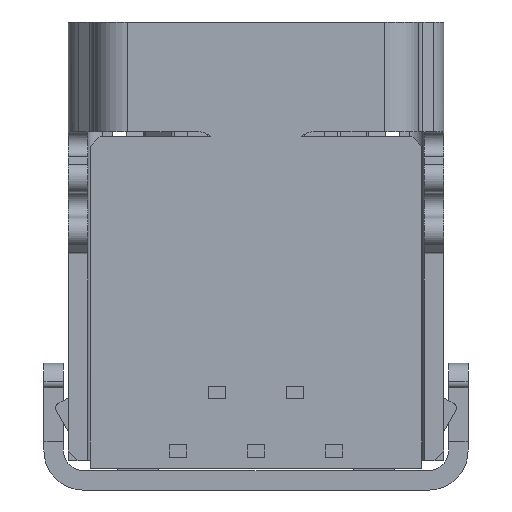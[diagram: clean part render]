
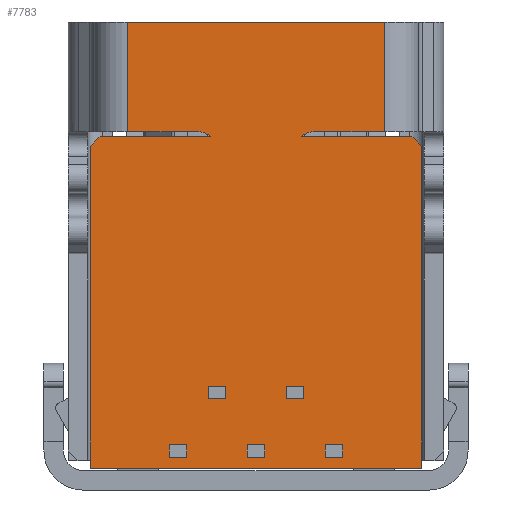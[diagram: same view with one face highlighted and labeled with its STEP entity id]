
A CAD part, front view. The second image highlights one B-rep face of the part: STEP entity #7783.
In plain terms, the highlighted planar face has unit normal (0, -1, 0).
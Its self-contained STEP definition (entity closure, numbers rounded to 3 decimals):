
#43=DIRECTION('',(1.,0.,0.));
#44=VECTOR('',#43,5.27);
#45=CARTESIAN_POINT('',(-2.635,-1.95,0.));
#46=LINE('',#45,#44);
#1913=DIRECTION('',(0.,0.,1.));
#1914=VECTOR('',#1913,6.6);
#1915=CARTESIAN_POINT('',(3.4,-1.95,-9.15));
#1916=LINE('',#1915,#1914);
#1921=DIRECTION('',(-1.,0.,0.));
#1922=VECTOR('',#1921,2.265);
#1923=CARTESIAN_POINT('',(3.2,-1.95,-2.35));
#1924=LINE('',#1923,#1922);
#1963=DIRECTION('',(-1.,0.,0.));
#1964=VECTOR('',#1963,2.265);
#1965=CARTESIAN_POINT('',(-0.935,-1.95,-2.35));
#1966=LINE('',#1965,#1964);
#1967=DIRECTION('',(-1.,0.,0.));
#1968=VECTOR('',#1967,6.8);
#1969=CARTESIAN_POINT('',(3.4,-1.95,-9.15));
#1970=LINE('',#1969,#1968);
#1971=DIRECTION('',(-0.707,0.,-0.707));
#1972=VECTOR('',#1971,0.283);
#1973=CARTESIAN_POINT('',(-3.2,-1.95,-2.35));
#1974=LINE('',#1973,#1972);
#1975=CARTESIAN_POINT('',(-1.2,-1.95,-2.65));
#1976=DIRECTION('',(0.,1.,0.));
#1977=DIRECTION('',(0.,0.,1.));
#1978=AXIS2_PLACEMENT_3D('',#1975,#1976,#1977);
#1980=DIRECTION('',(1.,0.,0.));
#1981=VECTOR('',#1980,1.435);
#1982=CARTESIAN_POINT('',(-2.635,-1.95,-2.25));
#1983=LINE('',#1982,#1981);
#1984=DIRECTION('',(0.,0.,-1.));
#1985=VECTOR('',#1984,2.25);
#1986=CARTESIAN_POINT('',(-2.635,-1.95,0.));
#1987=LINE('',#1986,#1985);
#1988=DIRECTION('',(1.,0.,0.));
#1989=VECTOR('',#1988,1.435);
#1990=CARTESIAN_POINT('',(1.2,-1.95,-2.25));
#1991=LINE('',#1990,#1989);
#1992=CARTESIAN_POINT('',(1.2,-1.95,-2.65));
#1993=DIRECTION('',(0.,1.,0.));
#1994=DIRECTION('',(-0.661,0.,0.75));
#1995=AXIS2_PLACEMENT_3D('',#1992,#1993,#1994);
#1997=DIRECTION('',(-0.707,0.,0.707));
#1998=VECTOR('',#1997,0.283);
#1999=CARTESIAN_POINT('',(3.4,-1.95,-2.55));
#2000=LINE('',#1999,#1998);
#2001=DIRECTION('',(0.,0.,-1.));
#2002=VECTOR('',#2001,0.25);
#2003=CARTESIAN_POINT('',(-1.775,-1.95,-8.675));
#2004=LINE('',#2003,#2002);
#2005=DIRECTION('',(1.,0.,0.));
#2006=VECTOR('',#2005,0.35);
#2007=CARTESIAN_POINT('',(-1.775,-1.95,-8.925));
#2008=LINE('',#2007,#2006);
#2009=DIRECTION('',(0.,0.,1.));
#2010=VECTOR('',#2009,0.25);
#2011=CARTESIAN_POINT('',(-1.425,-1.95,-8.925));
#2012=LINE('',#2011,#2010);
#2013=DIRECTION('',(-1.,0.,0.));
#2014=VECTOR('',#2013,0.35);
#2015=CARTESIAN_POINT('',(-1.425,-1.95,-8.675));
#2016=LINE('',#2015,#2014);
#2017=DIRECTION('',(0.,0.,-1.));
#2018=VECTOR('',#2017,0.25);
#2019=CARTESIAN_POINT('',(-0.975,-1.95,-7.475));
#2020=LINE('',#2019,#2018);
#2021=DIRECTION('',(1.,0.,0.));
#2022=VECTOR('',#2021,0.35);
#2023=CARTESIAN_POINT('',(-0.975,-1.95,-7.725));
#2024=LINE('',#2023,#2022);
#2025=DIRECTION('',(0.,0.,1.));
#2026=VECTOR('',#2025,0.25);
#2027=CARTESIAN_POINT('',(-0.625,-1.95,-7.725));
#2028=LINE('',#2027,#2026);
#2029=DIRECTION('',(-1.,0.,0.));
#2030=VECTOR('',#2029,0.35);
#2031=CARTESIAN_POINT('',(-0.625,-1.95,-7.475));
#2032=LINE('',#2031,#2030);
#2033=DIRECTION('',(0.,0.,-1.));
#2034=VECTOR('',#2033,0.25);
#2035=CARTESIAN_POINT('',(-0.175,-1.95,-8.675));
#2036=LINE('',#2035,#2034);
#2037=DIRECTION('',(1.,0.,0.));
#2038=VECTOR('',#2037,0.35);
#2039=CARTESIAN_POINT('',(-0.175,-1.95,-8.925));
#2040=LINE('',#2039,#2038);
#2041=DIRECTION('',(0.,0.,1.));
#2042=VECTOR('',#2041,0.25);
#2043=CARTESIAN_POINT('',(0.175,-1.95,-8.925));
#2044=LINE('',#2043,#2042);
#2045=DIRECTION('',(-1.,0.,0.));
#2046=VECTOR('',#2045,0.35);
#2047=CARTESIAN_POINT('',(0.175,-1.95,-8.675));
#2048=LINE('',#2047,#2046);
#2049=DIRECTION('',(-1.,0.,0.));
#2050=VECTOR('',#2049,0.35);
#2051=CARTESIAN_POINT('',(1.775,-1.95,-8.675));
#2052=LINE('',#2051,#2050);
#2053=DIRECTION('',(0.,0.,-1.));
#2054=VECTOR('',#2053,0.25);
#2055=CARTESIAN_POINT('',(1.425,-1.95,-8.675));
#2056=LINE('',#2055,#2054);
#2057=DIRECTION('',(1.,0.,0.));
#2058=VECTOR('',#2057,0.35);
#2059=CARTESIAN_POINT('',(1.425,-1.95,-8.925));
#2060=LINE('',#2059,#2058);
#2061=DIRECTION('',(0.,0.,1.));
#2062=VECTOR('',#2061,0.25);
#2063=CARTESIAN_POINT('',(1.775,-1.95,-8.925));
#2064=LINE('',#2063,#2062);
#2065=DIRECTION('',(-1.,0.,0.));
#2066=VECTOR('',#2065,0.35);
#2067=CARTESIAN_POINT('',(0.975,-1.95,-7.475));
#2068=LINE('',#2067,#2066);
#2069=DIRECTION('',(0.,0.,-1.));
#2070=VECTOR('',#2069,0.25);
#2071=CARTESIAN_POINT('',(0.625,-1.95,-7.475));
#2072=LINE('',#2071,#2070);
#2073=DIRECTION('',(1.,0.,0.));
#2074=VECTOR('',#2073,0.35);
#2075=CARTESIAN_POINT('',(0.625,-1.95,-7.725));
#2076=LINE('',#2075,#2074);
#2077=DIRECTION('',(0.,0.,1.));
#2078=VECTOR('',#2077,0.25);
#2079=CARTESIAN_POINT('',(0.975,-1.95,-7.725));
#2080=LINE('',#2079,#2078);
#2163=DIRECTION('',(0.,0.,1.));
#2164=VECTOR('',#2163,6.6);
#2165=CARTESIAN_POINT('',(-3.4,-1.95,-9.15));
#2166=LINE('',#2165,#2164);
#3011=DIRECTION('',(0.,0.,-1.));
#3012=VECTOR('',#3011,2.25);
#3013=CARTESIAN_POINT('',(2.635,-1.95,0.));
#3014=LINE('',#3013,#3012);
#4148=CARTESIAN_POINT('',(-2.635,-1.95,0.));
#4149=VERTEX_POINT('',#4148);
#4150=CARTESIAN_POINT('',(2.635,-1.95,0.));
#4151=VERTEX_POINT('',#4150);
#4252=CARTESIAN_POINT('',(-2.635,-1.95,-2.25));
#4253=VERTEX_POINT('',#4252);
#4254=CARTESIAN_POINT('',(2.635,-1.95,-2.25));
#4256=VERTEX_POINT('',#4254);
#4560=CARTESIAN_POINT('',(3.4,-1.95,-9.15));
#4562=VERTEX_POINT('',#4560);
#4564=CARTESIAN_POINT('',(-3.4,-1.95,-9.15));
#4566=VERTEX_POINT('',#4564);
#4703=CARTESIAN_POINT('',(-1.775,-1.95,-8.675));
#4704=VERTEX_POINT('',#4703);
#4705=CARTESIAN_POINT('',(-1.775,-1.95,-8.925));
#4706=VERTEX_POINT('',#4705);
#4707=CARTESIAN_POINT('',(-1.425,-1.95,-8.925));
#4708=VERTEX_POINT('',#4707);
#4709=CARTESIAN_POINT('',(-1.425,-1.95,-8.675));
#4710=VERTEX_POINT('',#4709);
#5200=CARTESIAN_POINT('',(3.2,-1.95,-2.35));
#5202=VERTEX_POINT('',#5200);
#5204=CARTESIAN_POINT('',(3.4,-1.95,-2.55));
#5206=VERTEX_POINT('',#5204);
#5207=CARTESIAN_POINT('',(-3.2,-1.95,-2.35));
#5209=VERTEX_POINT('',#5207);
#5211=CARTESIAN_POINT('',(-3.4,-1.95,-2.55));
#5213=VERTEX_POINT('',#5211);
#5255=CARTESIAN_POINT('',(-0.975,-1.95,-7.475));
#5256=VERTEX_POINT('',#5255);
#5257=CARTESIAN_POINT('',(-0.975,-1.95,-7.725));
#5258=VERTEX_POINT('',#5257);
#5259=CARTESIAN_POINT('',(-0.625,-1.95,-7.725));
#5260=VERTEX_POINT('',#5259);
#5261=CARTESIAN_POINT('',(-0.625,-1.95,-7.475));
#5262=VERTEX_POINT('',#5261);
#5263=CARTESIAN_POINT('',(-0.175,-1.95,-8.675));
#5264=VERTEX_POINT('',#5263);
#5265=CARTESIAN_POINT('',(-0.175,-1.95,-8.925));
#5266=VERTEX_POINT('',#5265);
#5267=CARTESIAN_POINT('',(0.175,-1.95,-8.925));
#5268=VERTEX_POINT('',#5267);
#5269=CARTESIAN_POINT('',(0.175,-1.95,-8.675));
#5270=VERTEX_POINT('',#5269);
#5271=CARTESIAN_POINT('',(1.775,-1.95,-8.675));
#5272=VERTEX_POINT('',#5271);
#5273=CARTESIAN_POINT('',(1.425,-1.95,-8.675));
#5274=VERTEX_POINT('',#5273);
#5275=CARTESIAN_POINT('',(1.425,-1.95,-8.925));
#5276=VERTEX_POINT('',#5275);
#5277=CARTESIAN_POINT('',(1.775,-1.95,-8.925));
#5278=VERTEX_POINT('',#5277);
#5279=CARTESIAN_POINT('',(0.975,-1.95,-7.475));
#5280=VERTEX_POINT('',#5279);
#5281=CARTESIAN_POINT('',(0.625,-1.95,-7.475));
#5282=VERTEX_POINT('',#5281);
#5283=CARTESIAN_POINT('',(0.625,-1.95,-7.725));
#5284=VERTEX_POINT('',#5283);
#5285=CARTESIAN_POINT('',(0.975,-1.95,-7.725));
#5286=VERTEX_POINT('',#5285);
#5344=CARTESIAN_POINT('',(1.2,-1.95,-2.25));
#5346=VERTEX_POINT('',#5344);
#5348=CARTESIAN_POINT('',(-1.2,-1.95,-2.25));
#5350=VERTEX_POINT('',#5348);
#5351=CARTESIAN_POINT('',(0.935,-1.95,-2.35));
#5352=VERTEX_POINT('',#5351);
#5353=CARTESIAN_POINT('',(-0.935,-1.95,-2.35));
#5354=VERTEX_POINT('',#5353);
#7703=CARTESIAN_POINT('',(-2.635,-1.95,0.));
#7704=DIRECTION('',(0.,-1.,0.));
#7705=DIRECTION('',(1.,0.,0.));
#7706=AXIS2_PLACEMENT_3D('',#7703,#7704,#7705);
#7707=PLANE('',#7706);
#7708=ORIENTED_EDGE('',*,*,#7640,.F.);
#7710=ORIENTED_EDGE('',*,*,#7709,.T.);
#7712=ORIENTED_EDGE('',*,*,#7711,.T.);
#7714=ORIENTED_EDGE('',*,*,#7713,.F.);
#7715=ORIENTED_EDGE('',*,*,#7698,.F.);
#7717=ORIENTED_EDGE('',*,*,#7716,.F.);
#7719=ORIENTED_EDGE('',*,*,#7718,.F.);
#7721=ORIENTED_EDGE('',*,*,#7720,.F.);
#7722=ORIENTED_EDGE('',*,*,#5380,.T.);
#7724=ORIENTED_EDGE('',*,*,#7723,.T.);
#7726=ORIENTED_EDGE('',*,*,#7725,.F.);
#7728=ORIENTED_EDGE('',*,*,#7727,.F.);
#7729=ORIENTED_EDGE('',*,*,#7666,.F.);
#7730=ORIENTED_EDGE('',*,*,#7655,.F.);
#7731=EDGE_LOOP('',(#7708,#7710,#7712,#7714,#7715,#7717,#7719,#7721,#7722,#7724,
#7726,#7728,#7729,#7730));
#7732=FACE_OUTER_BOUND('',#7731,.F.);
#7734=ORIENTED_EDGE('',*,*,#7733,.T.);
#7736=ORIENTED_EDGE('',*,*,#7735,.T.);
#7738=ORIENTED_EDGE('',*,*,#7737,.T.);
#7740=ORIENTED_EDGE('',*,*,#7739,.T.);
#7741=EDGE_LOOP('',(#7734,#7736,#7738,#7740));
#7742=FACE_BOUND('',#7741,.F.);
#7744=ORIENTED_EDGE('',*,*,#7743,.T.);
#7746=ORIENTED_EDGE('',*,*,#7745,.T.);
#7748=ORIENTED_EDGE('',*,*,#7747,.T.);
#7750=ORIENTED_EDGE('',*,*,#7749,.T.);
#7751=EDGE_LOOP('',(#7744,#7746,#7748,#7750));
#7752=FACE_BOUND('',#7751,.F.);
#7754=ORIENTED_EDGE('',*,*,#7753,.T.);
#7756=ORIENTED_EDGE('',*,*,#7755,.T.);
#7758=ORIENTED_EDGE('',*,*,#7757,.T.);
#7760=ORIENTED_EDGE('',*,*,#7759,.T.);
#7761=EDGE_LOOP('',(#7754,#7756,#7758,#7760));
#7762=FACE_BOUND('',#7761,.F.);
#7764=ORIENTED_EDGE('',*,*,#7763,.T.);
#7766=ORIENTED_EDGE('',*,*,#7765,.T.);
#7768=ORIENTED_EDGE('',*,*,#7767,.T.);
#7770=ORIENTED_EDGE('',*,*,#7769,.T.);
#7771=EDGE_LOOP('',(#7764,#7766,#7768,#7770));
#7772=FACE_BOUND('',#7771,.F.);
#7774=ORIENTED_EDGE('',*,*,#7773,.T.);
#7776=ORIENTED_EDGE('',*,*,#7775,.T.);
#7778=ORIENTED_EDGE('',*,*,#7777,.T.);
#7780=ORIENTED_EDGE('',*,*,#7779,.T.);
#7781=EDGE_LOOP('',(#7774,#7776,#7778,#7780));
#7782=FACE_BOUND('',#7781,.F.);
#1979=CIRCLE('',#1978,0.4);
#1996=CIRCLE('',#1995,0.4);
#5380=EDGE_CURVE('',#4149,#4151,#46,.T.);
#7640=EDGE_CURVE('',#4562,#5206,#1916,.T.);
#7655=EDGE_CURVE('',#5206,#5202,#2000,.T.);
#7666=EDGE_CURVE('',#5202,#5352,#1924,.T.);
#7698=EDGE_CURVE('',#5354,#5209,#1966,.T.);
#7709=EDGE_CURVE('',#4562,#4566,#1970,.T.);
#7711=EDGE_CURVE('',#4566,#5213,#2166,.T.);
#7713=EDGE_CURVE('',#5209,#5213,#1974,.T.);
#7716=EDGE_CURVE('',#5350,#5354,#1979,.T.);
#7718=EDGE_CURVE('',#4253,#5350,#1983,.T.);
#7720=EDGE_CURVE('',#4149,#4253,#1987,.T.);
#7723=EDGE_CURVE('',#4151,#4256,#3014,.T.);
#7725=EDGE_CURVE('',#5346,#4256,#1991,.T.);
#7727=EDGE_CURVE('',#5352,#5346,#1996,.T.);
#7733=EDGE_CURVE('',#4704,#4706,#2004,.T.);
#7735=EDGE_CURVE('',#4706,#4708,#2008,.T.);
#7737=EDGE_CURVE('',#4708,#4710,#2012,.T.);
#7739=EDGE_CURVE('',#4710,#4704,#2016,.T.);
#7743=EDGE_CURVE('',#5256,#5258,#2020,.T.);
#7745=EDGE_CURVE('',#5258,#5260,#2024,.T.);
#7747=EDGE_CURVE('',#5260,#5262,#2028,.T.);
#7749=EDGE_CURVE('',#5262,#5256,#2032,.T.);
#7753=EDGE_CURVE('',#5264,#5266,#2036,.T.);
#7755=EDGE_CURVE('',#5266,#5268,#2040,.T.);
#7757=EDGE_CURVE('',#5268,#5270,#2044,.T.);
#7759=EDGE_CURVE('',#5270,#5264,#2048,.T.);
#7763=EDGE_CURVE('',#5272,#5274,#2052,.T.);
#7765=EDGE_CURVE('',#5274,#5276,#2056,.T.);
#7767=EDGE_CURVE('',#5276,#5278,#2060,.T.);
#7769=EDGE_CURVE('',#5278,#5272,#2064,.T.);
#7773=EDGE_CURVE('',#5280,#5282,#2068,.T.);
#7775=EDGE_CURVE('',#5282,#5284,#2072,.T.);
#7777=EDGE_CURVE('',#5284,#5286,#2076,.T.);
#7779=EDGE_CURVE('',#5286,#5280,#2080,.T.);
#7783=ADVANCED_FACE('',(#7732,#7742,#7752,#7762,#7772,#7782),#7707,.T.);
